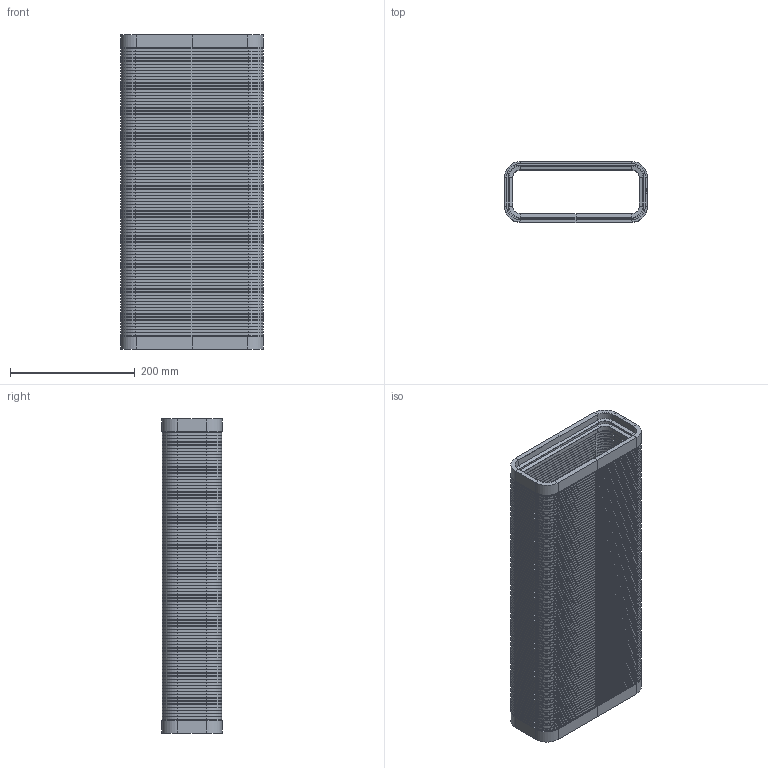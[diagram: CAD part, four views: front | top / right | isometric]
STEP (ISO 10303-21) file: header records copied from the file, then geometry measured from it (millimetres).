
FILE_DESCRIPTION(('STEP AP203'),'1');
FILE_NAME('V 4061001 SF-VRO flex 150 Flachkanalrohr 500 mm.STP','2019-11-15T10:34:25',(' '),(' '),'Spatial InterOp 3D',' ',' ');
FILE_SCHEMA(('CONFIG_CONTROL_DESIGN'));
Length unit declared in the file: millimetre
Products named in the file (1): 1
Bounding box: 229 x 97 x 503.4 mm (x, y, z)
Volume: 864198.1 mm3; surface area: 993469 mm2
Topology: 1 solids, 9 shells, 3834 faces, 10056 edges, 6626 vertices
Faces by surface type: plane 2194, cylinder 1608, cone 32
Entity records: 118376 total; most frequent: DIRECTION 20942, CARTESIAN_POINT 20517, ORIENTED_EDGE 20112, EDGE_CURVE 10056, AXIS2_PLACEMENT_3D 7051, LINE 6840, VECTOR 6840, VERTEX_POINT 6626
